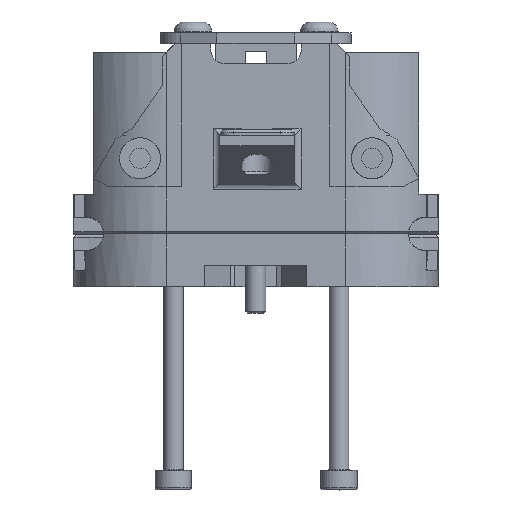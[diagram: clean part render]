
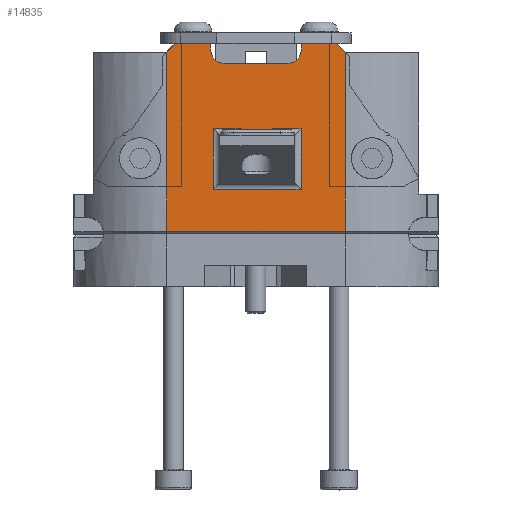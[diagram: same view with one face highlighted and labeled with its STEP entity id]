
A CAD part, top view. The second image highlights one B-rep face of the part: STEP entity #14835.
In plain terms, the highlighted face is planar.
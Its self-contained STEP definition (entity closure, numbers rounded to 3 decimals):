
#1001=PLANE('',#15975);
#1541=FACE_OUTER_BOUND('',#2421,.T.);
#2421=EDGE_LOOP('',(#11152,#11153,#11154,#11155,#11156,#11157,#11158,#11159,
#11160,#11161,#11162,#11163));
#3443=LINE('',#22067,#4815);
#3457=LINE('',#22146,#4829);
#3703=LINE('',#22774,#5075);
#3706=LINE('',#22785,#5078);
#3712=LINE('',#22797,#5084);
#3722=LINE('',#22816,#5094);
#3726=LINE('',#22823,#5098);
#3727=LINE('',#22825,#5099);
#3728=LINE('',#22826,#5100);
#3729=LINE('',#22827,#5101);
#4815=VECTOR('',#17732,10.);
#4829=VECTOR('',#17764,10.);
#5075=VECTOR('',#18178,10.);
#5078=VECTOR('',#18189,10.);
#5084=VECTOR('',#18197,10.);
#5094=VECTOR('',#18213,10.);
#5098=VECTOR('',#18219,10.);
#5099=VECTOR('',#18220,10.);
#5100=VECTOR('',#18221,10.);
#5101=VECTOR('',#18222,10.);
#5974=CIRCLE('',#15965,2.);
#5976=CIRCLE('',#15969,2.);
#6617=VERTEX_POINT('',#22064);
#6618=VERTEX_POINT('',#22066);
#6637=VERTEX_POINT('',#22143);
#6638=VERTEX_POINT('',#22145);
#6867=VERTEX_POINT('',#22763);
#6868=VERTEX_POINT('',#22765);
#6870=VERTEX_POINT('',#22772);
#6873=VERTEX_POINT('',#22779);
#6874=VERTEX_POINT('',#22781);
#6879=VERTEX_POINT('',#22796);
#6885=VERTEX_POINT('',#22814);
#6888=VERTEX_POINT('',#22824);
#8188=EDGE_CURVE('',#6617,#6618,#3443,.T.);
#8210=EDGE_CURVE('',#6638,#6637,#3457,.T.);
#8493=EDGE_CURVE('',#6867,#6868,#5974,.T.);
#8498=EDGE_CURVE('',#6867,#6870,#3703,.F.);
#8501=EDGE_CURVE('',#6873,#6874,#5976,.T.);
#8503=EDGE_CURVE('',#6868,#6873,#3706,.T.);
#8509=EDGE_CURVE('',#6618,#6879,#3712,.T.);
#8519=EDGE_CURVE('',#6885,#6637,#3722,.T.);
#8523=EDGE_CURVE('',#6638,#6617,#3726,.T.);
#8524=EDGE_CURVE('',#6888,#6885,#3727,.T.);
#8525=EDGE_CURVE('',#6888,#6874,#3728,.F.);
#8526=EDGE_CURVE('',#6879,#6870,#3729,.T.);
#11152=ORIENTED_EDGE('',*,*,#8509,.F.);
#11153=ORIENTED_EDGE('',*,*,#8188,.F.);
#11154=ORIENTED_EDGE('',*,*,#8523,.F.);
#11155=ORIENTED_EDGE('',*,*,#8210,.T.);
#11156=ORIENTED_EDGE('',*,*,#8519,.F.);
#11157=ORIENTED_EDGE('',*,*,#8524,.F.);
#11158=ORIENTED_EDGE('',*,*,#8525,.T.);
#11159=ORIENTED_EDGE('',*,*,#8501,.F.);
#11160=ORIENTED_EDGE('',*,*,#8503,.F.);
#11161=ORIENTED_EDGE('',*,*,#8493,.F.);
#11162=ORIENTED_EDGE('',*,*,#8498,.T.);
#11163=ORIENTED_EDGE('',*,*,#8526,.F.);
#14835=ADVANCED_FACE('',(#1541),#1001,.T.);
#15965=AXIS2_PLACEMENT_3D('',#22766,#18170,#18171);
#15969=AXIS2_PLACEMENT_3D('',#22782,#18184,#18185);
#15975=AXIS2_PLACEMENT_3D('',#22822,#18217,#18218);
#17732=DIRECTION('',(0.,0.,1.));
#17764=DIRECTION('',(0.,0.,1.));
#18170=DIRECTION('center_axis',(0.,-1.,0.));
#18171=DIRECTION('ref_axis',(-0.707,0.,-0.707));
#18178=DIRECTION('',(0.,0.,-1.));
#18184=DIRECTION('center_axis',(0.,-1.,0.));
#18185=DIRECTION('ref_axis',(0.707,0.,-0.707));
#18189=DIRECTION('',(1.,0.,0.));
#18197=DIRECTION('',(0.707,0.,0.707));
#18213=DIRECTION('',(0.707,0.,-0.707));
#18217=DIRECTION('center_axis',(0.,-1.,0.));
#18218=DIRECTION('ref_axis',(1.,0.,0.));
#18219=DIRECTION('',(-1.,0.,0.));
#18220=DIRECTION('',(1.,0.,0.));
#18221=DIRECTION('',(0.,0.,1.));
#18222=DIRECTION('',(1.,0.,0.));
#22064=CARTESIAN_POINT('',(-13.5,-151.704,82.312));
#22066=CARTESIAN_POINT('',(-13.5,-151.704,109.276));
#22067=CARTESIAN_POINT('',(-13.5,-151.704,76.912));
#22143=CARTESIAN_POINT('',(13.5,-151.704,109.276));
#22145=CARTESIAN_POINT('',(13.5,-151.704,82.312));
#22146=CARTESIAN_POINT('',(13.5,-151.704,76.912));
#22763=CARTESIAN_POINT('',(-6.812,-151.704,109.63));
#22765=CARTESIAN_POINT('',(-4.812,-151.704,107.63));
#22766=CARTESIAN_POINT('Origin',(-4.812,-151.704,109.63));
#22772=CARTESIAN_POINT('',(-6.812,-151.704,110.636));
#22774=CARTESIAN_POINT('',(-6.812,-151.704,90.6));
#22779=CARTESIAN_POINT('',(4.812,-151.704,107.63));
#22781=CARTESIAN_POINT('',(6.812,-151.704,109.63));
#22782=CARTESIAN_POINT('Origin',(4.812,-151.704,109.63));
#22785=CARTESIAN_POINT('',(-12.041,-151.704,107.63));
#22796=CARTESIAN_POINT('',(-12.14,-151.704,110.636));
#22797=CARTESIAN_POINT('',(-21.411,-151.704,101.365));
#22814=CARTESIAN_POINT('',(12.139,-151.704,110.636));
#22816=CARTESIAN_POINT('',(14.66,-151.704,108.115));
#22822=CARTESIAN_POINT('Origin',(-13.5,-151.704,76.912));
#22823=CARTESIAN_POINT('',(-12.041,-151.704,82.312));
#22824=CARTESIAN_POINT('',(6.812,-151.704,110.636));
#22825=CARTESIAN_POINT('',(-6.75,-151.704,110.636));
#22826=CARTESIAN_POINT('',(6.812,-151.704,90.6));
#22827=CARTESIAN_POINT('',(-6.75,-151.704,110.636));
